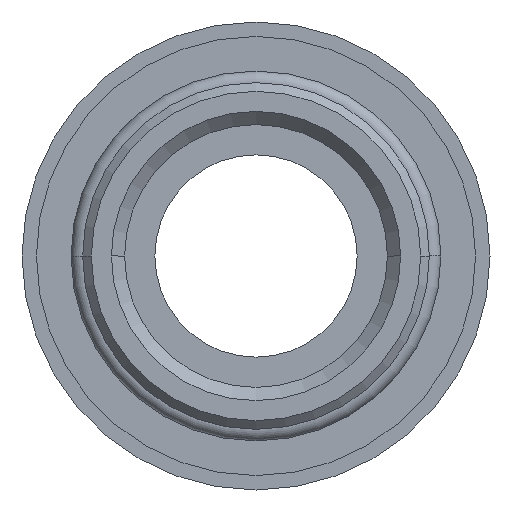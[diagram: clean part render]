
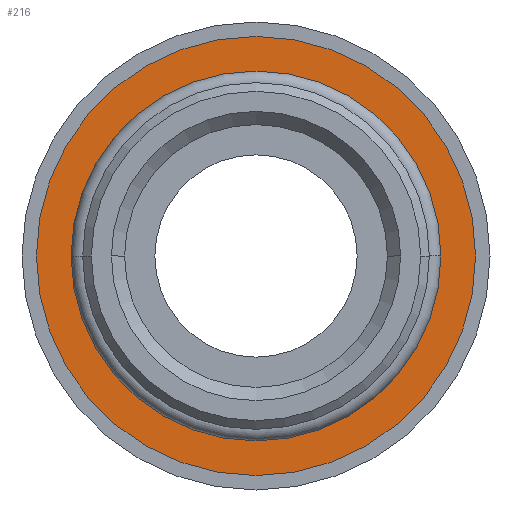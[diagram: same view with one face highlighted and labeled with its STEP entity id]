
A CAD part, front view. The second image highlights one B-rep face of the part: STEP entity #216.
In plain terms, the highlighted planar face has unit normal (0, -1, 0).
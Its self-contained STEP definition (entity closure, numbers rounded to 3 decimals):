
#216=ADVANCED_FACE('',(#444,#445),#446,.T.);
#444=FACE_OUTER_BOUND('',#681,.T.);
#445=FACE_BOUND('',#682,.T.);
#446=PLANE('',#683);
#681=EDGE_LOOP('',(#1213,#1214));
#682=EDGE_LOOP('',(#1215,#1216));
#683=AXIS2_PLACEMENT_3D('',#1217,#1218,#1219);
#1213=ORIENTED_EDGE('',*,*,#1338,.F.);
#1214=ORIENTED_EDGE('',*,*,#1507,.F.);
#1215=ORIENTED_EDGE('',*,*,#1345,.T.);
#1216=ORIENTED_EDGE('',*,*,#1505,.T.);
#1217=CARTESIAN_POINT('',(6.8,4.0,0.0));
#1218=DIRECTION('',(-0.0,-1.0,-0.0));
#1219=DIRECTION('',(-1.0,0.0,0.0));
#1338=EDGE_CURVE('',#1577,#1580,#1581,.T.);
#1345=EDGE_CURVE('',#1587,#1591,#1593,.T.);
#1505=EDGE_CURVE('',#1591,#1587,#1815,.T.);
#1507=EDGE_CURVE('',#1580,#1577,#1817,.T.);
#1577=VERTEX_POINT('',#1895);
#1580=VERTEX_POINT('',#1899);
#1581=CIRCLE('',#1900,7.6);
#1587=VERTEX_POINT('',#1907);
#1591=VERTEX_POINT('',#1912);
#1593=CIRCLE('',#1915,6.0);
#1815=CIRCLE('',#2431,6.0);
#1817=CIRCLE('',#2433,7.6);
#1895=CARTESIAN_POINT('',(7.6,4.0,0.0));
#1899=CARTESIAN_POINT('',(-7.6,4.0,0.));
#1900=AXIS2_PLACEMENT_3D('',#2505,#2506,#2507);
#1907=CARTESIAN_POINT('',(6.0,4.0,0.0));
#1912=CARTESIAN_POINT('',(-6.0,4.0,0.));
#1915=AXIS2_PLACEMENT_3D('',#2517,#2518,#2519);
#2431=AXIS2_PLACEMENT_3D('',#2709,#2710,#2711);
#2433=AXIS2_PLACEMENT_3D('',#2712,#2713,#2714);
#2505=CARTESIAN_POINT('',(0.0,4.0,0.0));
#2506=DIRECTION('',(-0.0,1.0,0.0));
#2507=DIRECTION('',(1.0,0.0,0.0));
#2517=CARTESIAN_POINT('',(0.0,4.0,0.0));
#2518=DIRECTION('',(-0.0,1.0,0.0));
#2519=DIRECTION('',(1.0,0.0,0.0));
#2709=CARTESIAN_POINT('',(0.0,4.0,0.0));
#2710=DIRECTION('',(-0.0,1.0,0.0));
#2711=DIRECTION('',(1.0,0.0,0.0));
#2712=CARTESIAN_POINT('',(0.0,4.0,0.0));
#2713=DIRECTION('',(-0.0,1.0,0.0));
#2714=DIRECTION('',(1.0,0.0,0.0));
